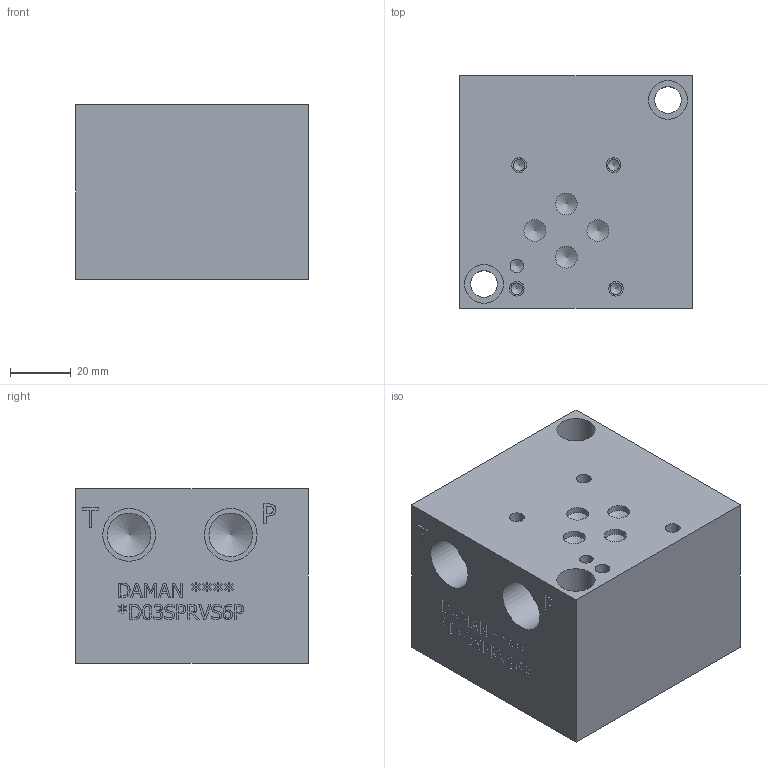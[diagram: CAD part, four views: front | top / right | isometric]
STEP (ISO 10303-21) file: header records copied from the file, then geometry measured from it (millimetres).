
FILE_DESCRIPTION(/* description */ (''),/* implementation_level */ '2;1');
FILE_NAME(/* name */ '_D03SPRVS6P.C01592.stp',/* time_stamp */ '2020-03-16T14:53:58-04:00',/* author */ ('alexanderw'),/* organization */ (''),/* preprocessor_version */ 'ST-DEVELOPER v17',/* originating_system */ 'Autodesk Inventor 2019',/* authorisation */ '');
FILE_SCHEMA (('AUTOMOTIVE_DESIGN { 1 0 10303 214 3 1 1 }'));
Length unit declared in the file: millimetre
Products named in the file (1): Part_AD03SPRVS6P.C01592_3D
Bounding box: 76.2 x 76.2 x 57.15 mm (x, y, z)
Volume: 287344.1 mm3; surface area: 41950.4 mm2
Topology: 1 solids, 1 shells, 521 faces, 1426 edges, 962 vertices
Faces by surface type: plane 313, bspline 151, cylinder 37, cone 20
Full cylindrical faces by diameter (mm): 3.785 x4, 4.369 x1, 4.826 x4, 6.35 x2, 7.137 x4, 8.738 x2, 12.7 x2, 14.3 x7, 17.297 x6, 17.45 x1, 18.542 x1, 19.99 x1, 20.625 x1, 21.819 x1
Entity records: 17627 total; most frequent: CARTESIAN_POINT 4857, ORIENTED_EDGE 2820, DIRECTION 1982, EDGE_CURVE 1410, LINE 976, VECTOR 976, VERTEX_POINT 962, EDGE_LOOP 596
